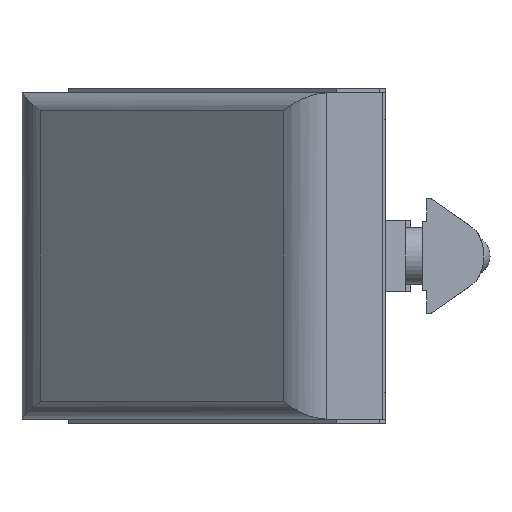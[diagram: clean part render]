
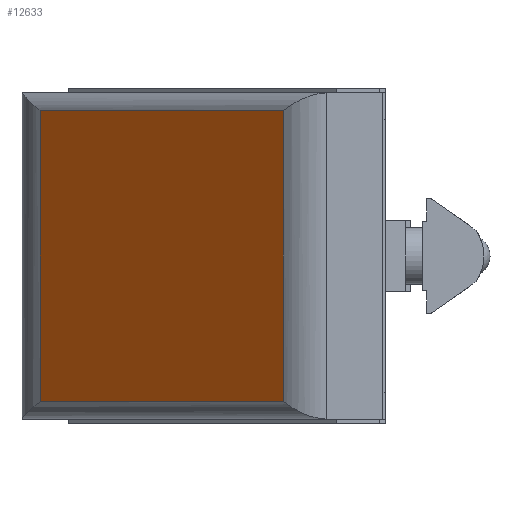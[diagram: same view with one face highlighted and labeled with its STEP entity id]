
A CAD part, left-side view. The second image highlights one B-rep face of the part: STEP entity #12633.
In plain terms, the highlighted face is planar.
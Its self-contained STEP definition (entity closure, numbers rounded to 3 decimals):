
#6681=PLANE('',#12255);
#7105=VECTOR('',#11496,1.);
#7106=VECTOR('',#11501,1.);
#7108=VECTOR('',#11507,1.);
#7140=VECTOR('',#11575,1.);
#7638=LINE('',#13694,#7105);
#7639=LINE('',#14013,#7106);
#7641=LINE('',#14196,#7108);
#7673=LINE('',#14263,#7140);
#8645=ORIENTED_EDGE('',*,*,#9980,.F.);
#8646=ORIENTED_EDGE('',*,*,#9984,.F.);
#8647=ORIENTED_EDGE('',*,*,#9988,.T.);
#8648=ORIENTED_EDGE('',*,*,#10022,.T.);
#9427=VERTEX_POINT('',#13516);
#9428=VERTEX_POINT('',#13693);
#9430=VERTEX_POINT('',#13855);
#9433=VERTEX_POINT('',#14019);
#9980=EDGE_CURVE('',#9427,#9428,#7638,.T.);
#9984=EDGE_CURVE('',#9430,#9427,#7639,.T.);
#9988=EDGE_CURVE('',#9430,#9433,#7641,.T.);
#10022=EDGE_CURVE('',#9433,#9428,#7673,.T.);
#10406=EDGE_LOOP('',(#8645,#8646,#8647,#8648));
#10699=FACE_BOUND('',#10406,.T.);
#11496=DIRECTION('',(0.,0.,-33.));
#11501=DIRECTION('',(39.001,0.,0.));
#11507=DIRECTION('',(0.,0.,-33.));
#11575=DIRECTION('',(39.001,0.,0.));
#11576=DIRECTION('',(0.,-1.,0.));
#11577=DIRECTION('',(-1.,0.,0.));
#12255=AXIS2_PLACEMENT_3D('',#14264,#11576,#11577);
#12633=ADVANCED_FACE('',(#10699),#6681,.T.);
#13516=CARTESIAN_POINT('',(19.501,-7.,16.5));
#13693=CARTESIAN_POINT('',(19.501,-7.,-16.5));
#13694=CARTESIAN_POINT('',(19.501,-7.,16.5));
#13855=CARTESIAN_POINT('',(-19.501,-7.,16.5));
#14013=CARTESIAN_POINT('',(-19.501,-7.,16.5));
#14019=CARTESIAN_POINT('',(-19.501,-7.,-16.5));
#14196=CARTESIAN_POINT('',(-19.501,-7.,16.5));
#14263=CARTESIAN_POINT('',(-19.501,-7.,-16.5));
#14264=CARTESIAN_POINT('',(-19.501,-7.,0.));
